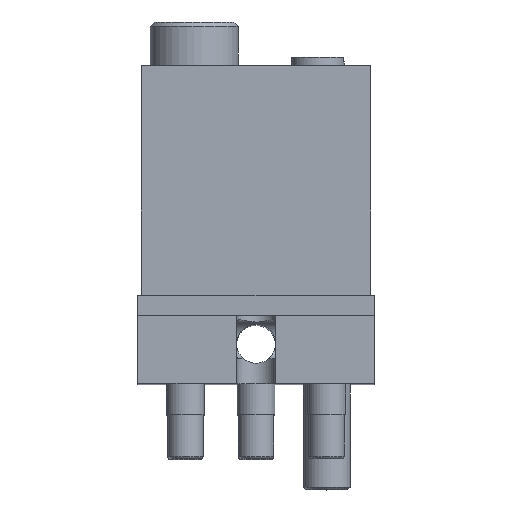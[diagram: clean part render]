
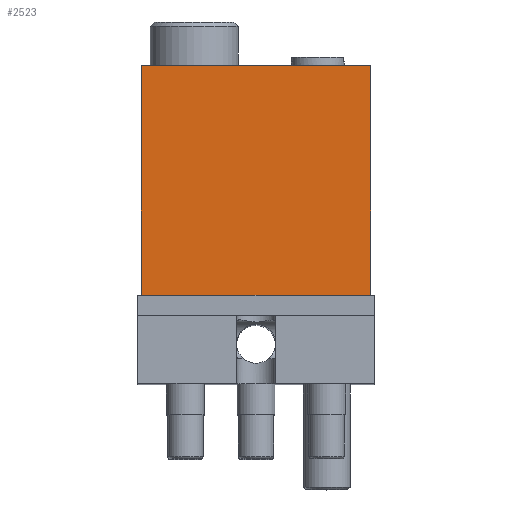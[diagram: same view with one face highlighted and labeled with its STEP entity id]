
A CAD part, top view. The second image highlights one B-rep face of the part: STEP entity #2523.
In plain terms, the highlighted planar face has unit normal (0, 0, 1).
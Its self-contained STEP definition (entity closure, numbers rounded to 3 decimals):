
#56=PLANE('',#2688);
#145=LINE('',#3690,#221);
#152=LINE('',#3710,#228);
#155=LINE('',#3716,#231);
#156=LINE('',#3717,#232);
#221=VECTOR('',#3011,1000.);
#228=VECTOR('',#3028,1000.);
#231=VECTOR('',#3033,1000.);
#232=VECTOR('',#3034,1000.);
#406=ORIENTED_EDGE('',*,*,#764,.T.);
#407=ORIENTED_EDGE('',*,*,#752,.F.);
#408=ORIENTED_EDGE('',*,*,#765,.F.);
#409=ORIENTED_EDGE('',*,*,#761,.T.);
#752=EDGE_CURVE('',#934,#935,#145,.T.);
#761=EDGE_CURVE('',#942,#941,#152,.T.);
#764=EDGE_CURVE('',#941,#935,#155,.T.);
#765=EDGE_CURVE('',#942,#934,#156,.T.);
#934=VERTEX_POINT('',#3691);
#935=VERTEX_POINT('',#3692);
#941=VERTEX_POINT('',#3709);
#942=VERTEX_POINT('',#3711);
#1181=EDGE_LOOP('',(#406,#407,#408,#409));
#1407=FACE_BOUND('',#1181,.T.);
#2523=ADVANCED_FACE('',(#1407),#56,.F.);
#2688=AXIS2_PLACEMENT_3D('',#3715,#3031,#3032);
#3011=DIRECTION('',(-1.,0.,0.));
#3028=DIRECTION('',(-1.,0.,0.));
#3031=DIRECTION('',(0.,0.,-1.));
#3032=DIRECTION('',(-1.,0.,0.));
#3033=DIRECTION('',(0.,-1.,0.));
#3034=DIRECTION('',(0.,-1.,0.));
#3690=CARTESIAN_POINT('',(13.,0.,34.));
#3691=CARTESIAN_POINT('',(13.,0.,34.));
#3692=CARTESIAN_POINT('',(-13.,0.,34.));
#3709=CARTESIAN_POINT('',(-13.,26.,34.));
#3710=CARTESIAN_POINT('',(13.,26.,34.));
#3711=CARTESIAN_POINT('',(13.,26.,34.));
#3715=CARTESIAN_POINT('',(13.,26.,34.));
#3716=CARTESIAN_POINT('',(-13.,26.,34.));
#3717=CARTESIAN_POINT('',(13.,26.,34.));
